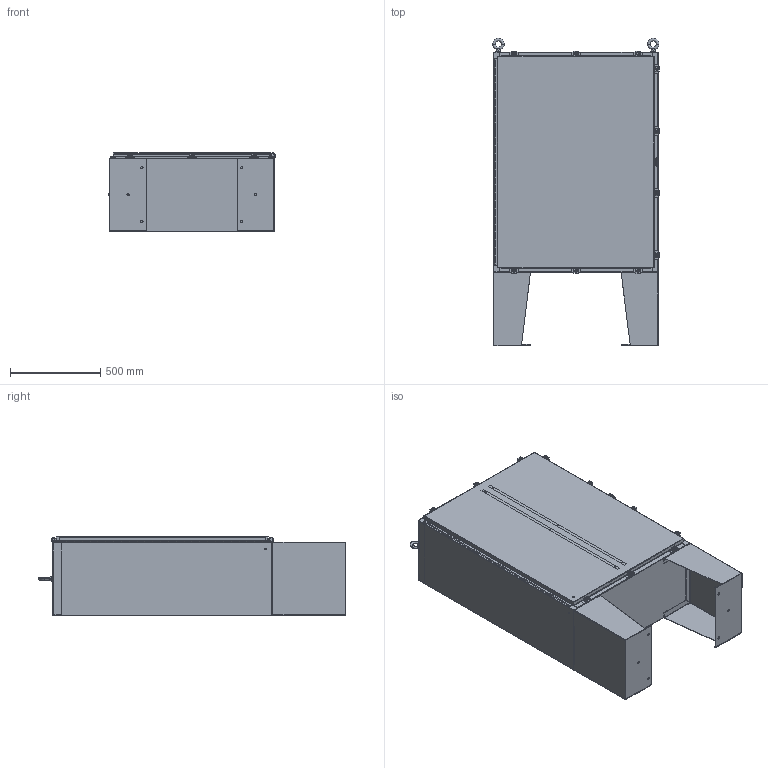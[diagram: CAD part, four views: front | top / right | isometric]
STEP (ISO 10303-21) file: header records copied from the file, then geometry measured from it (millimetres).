
FILE_DESCRIPTION (( 'STEP AP203' ), '1' );
FILE_NAME ('N48HS3616SSWPLS.STEP', '2014-03-28T15:41:58', ( 'changeme' ), ( 'Microsoft' ), 'SwSTEP 2.0', 'SolidWorks 2013', '' );
FILE_SCHEMA (( 'CONFIG_CONTROL_DESIGN' ));
Length unit declared in the file: inch
Products named in the file (27): N48HS3616SSWPLS SD-LSK-ASSY; N48HS3616SSWPLS Standard Clamps; N48HS3616SSWPLS Padlock Hasp; Eye-Bolt_Stiffener WMT Template 1898; N48HS3616SSWPLS Cover; N48HS3616SSWPLS Padlock Staple; N48HS3616SSWPLS Backpanel; HW-EYE-NH-20425_3014T52; N48HS3616SSWPLS Body; N48HS3616SSWPLS Enclosure Stiffener; N48HS3616SSWPLS Mounting Studs; N48HS3616SSWPLS; N48HS3616SSWPLS Bottom; N48HS3616SSWPLS Clamp Bracket; N48HS3616SSWPLS Hinge Enclosure Side2; N48HS3616SSWPLS Top; N48HS3616SSWPLS 22101002; N48HS3616SSWPLS Hinge Cover Side; 10_30 CD Stud; N48HS3616SSWPLS 22104005_DEFAULT; N48HS3616SSWPLS 125 Pin Hinge; N48HS3616SSWPLS SD-LSK-Stand; N48HS3616SSWPLS Clamp Top; Quarter-20 CD Stud; N48HS3616SSWPLS SD-LSK - Base; N48HS3616SSWPLS Clamp Assembly; N48HS3616SSWPLS Door Stiffener
Assembly tree (53 placements, depth 4):
  N48HS3616SSWPLS
    N48HS3616SSWPLS Backpanel
    N48HS3616SSWPLS Mounting Studs  x8
    N48HS3616SSWPLS 125 Pin Hinge
      N48HS3616SSWPLS Hinge Enclosure Side2
      N48HS3616SSWPLS Hinge Cover Side
    Quarter-20 CD Stud  x2
    N48HS3616SSWPLS Door Stiffener
    N48HS3616SSWPLS Padlock Hasp
    N48HS3616SSWPLS Padlock Staple
    N48HS3616SSWPLS Enclosure Stiffener  x2
    N48HS3616SSWPLS Standard Clamps  x10
      N48HS3616SSWPLS Clamp Bracket
      N48HS3616SSWPLS Clamp Assembly
        N48HS3616SSWPLS 22101002  x2
        N48HS3616SSWPLS 22104005_DEFAULT
        N48HS3616SSWPLS Clamp Top
    N48HS3616SSWPLS Cover
    N48HS3616SSWPLS Body
    N48HS3616SSWPLS Bottom
    N48HS3616SSWPLS Top
    10_30 CD Stud  x6
    N48HS3616SSWPLS SD-LSK-ASSY  x2
      N48HS3616SSWPLS SD-LSK-Stand
      N48HS3616SSWPLS SD-LSK - Base
    Eye-Bolt_Stiffener WMT Template 1898  x2
    HW-EYE-NH-20425_3014T52  x2
Bounding box: 923.19 x 1701.8 x 436.9 mm (x, y, z)
Volume: 13953627.5 mm3; surface area: 13180702.3 mm2
Topology: 86 solids, 86 shells, 3235 faces, 7999 edges, 4986 vertices
Faces by surface type: plane 1662, cylinder 1313, torus 116, cone 112, bspline 32
Entity records: 58559 total; most frequent: CARTESIAN_POINT 10770, DIRECTION 9676, ORIENTED_EDGE 9030, EDGE_CURVE 4515, AXIS2_PLACEMENT_3D 3396, LINE 2884, VECTOR 2884, VERTEX_POINT 2770
